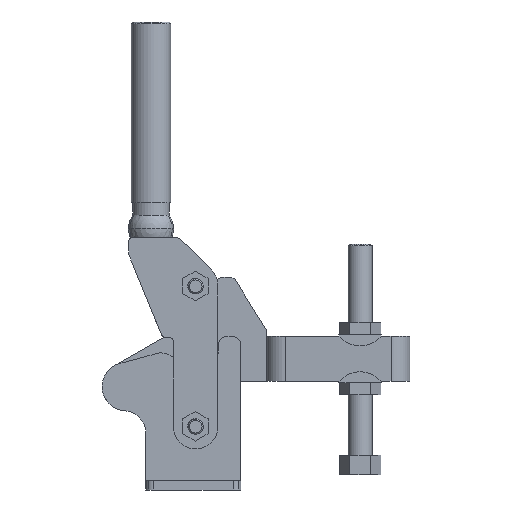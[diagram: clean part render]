
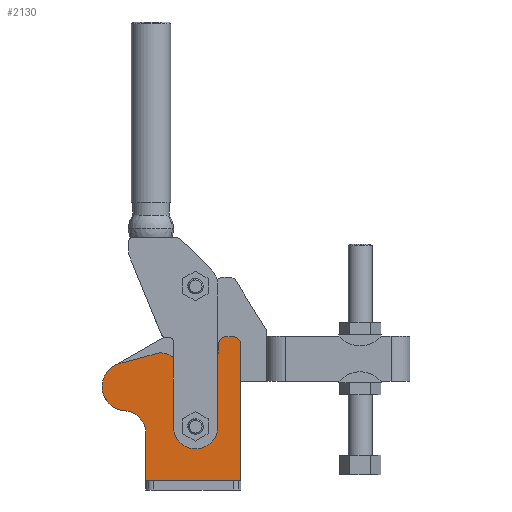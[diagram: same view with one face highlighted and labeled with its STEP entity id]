
A CAD part, front view. The second image highlights one B-rep face of the part: STEP entity #2130.
In plain terms, the highlighted planar face has unit normal (0, -1, 0).
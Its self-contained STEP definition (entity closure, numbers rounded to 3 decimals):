
#90=CARTESIAN_POINT('',(-13.536,-13.0,136.036));
#91=VERTEX_POINT('',#90);
#107=CARTESIAN_POINT('',(-15.,-13.0,132.5));
#108=VERTEX_POINT('',#107);
#115=CARTESIAN_POINT('',(-10.,-13.0,132.5));
#116=DIRECTION('',(0.0,1.,0.0));
#117=DIRECTION('',(-0.707,0.0,0.707));
#118=AXIS2_PLACEMENT_3D('',#115,#116,#117);
#119=CIRCLE('',#118,5.);
#120=EDGE_CURVE('',#108,#91,#119,.T.);
#132=CARTESIAN_POINT('',(-25.333,-13.0,114.927));
#133=VERTEX_POINT('',#132);
#149=CARTESIAN_POINT('',(-41.855,-13.0,120.571));
#150=VERTEX_POINT('',#149);
#157=CARTESIAN_POINT('',(-29.75,-13.0,129.));
#158=DIRECTION('',(0.0,-1.,0.0));
#159=DIRECTION('',(0.299,0.0,-0.954));
#160=AXIS2_PLACEMENT_3D('',#157,#158,#159);
#161=CIRCLE('',#160,14.75);
#162=EDGE_CURVE('',#150,#133,#161,.T.);
#174=CARTESIAN_POINT('',(-43.082,-13.0,122.108));
#175=VERTEX_POINT('',#174);
#191=CARTESIAN_POINT('',(-54.164,-13.0,127.));
#192=VERTEX_POINT('',#191);
#199=CARTESIAN_POINT('',(-54.164,-13.0,112.));
#200=DIRECTION('',(0.0,1.,0.0));
#201=DIRECTION('',(0.739,0.0,0.674));
#202=AXIS2_PLACEMENT_3D('',#199,#200,#201);
#203=CIRCLE('',#202,15.);
#204=EDGE_CURVE('',#192,#175,#203,.T.);
#216=CARTESIAN_POINT('',(-91.994,-13.0,104.069));
#217=VERTEX_POINT('',#216);
#233=CARTESIAN_POINT('',(-77.06,-13.0,88.535));
#234=VERTEX_POINT('',#233);
#241=CARTESIAN_POINT('',(-76.,-13.0,104.5));
#242=DIRECTION('',(0.0,1.,0.0));
#243=DIRECTION('',(-1.,0.0,-0.027));
#244=AXIS2_PLACEMENT_3D('',#241,#242,#243);
#245=CIRCLE('',#244,16.);
#246=EDGE_CURVE('',#234,#217,#245,.T.);
#258=CARTESIAN_POINT('',(-67.066,-13.0,83.834));
#259=VERTEX_POINT('',#258);
#275=CARTESIAN_POINT('',(-63.,-13.0,73.565));
#276=VERTEX_POINT('',#275);
#283=CARTESIAN_POINT('',(-78.,-13.0,73.565));
#284=DIRECTION('',(0.0,-1.0,0.0));
#285=DIRECTION('',(0.729,0.0,0.685));
#286=AXIS2_PLACEMENT_3D('',#283,#284,#285);
#287=CIRCLE('',#286,15.);
#288=EDGE_CURVE('',#276,#259,#287,.T.);
#300=CARTESIAN_POINT('',(-1.464,-13.0,136.036));
#301=VERTEX_POINT('',#300);
#317=CARTESIAN_POINT('',(-5.0,-13.0,137.5));
#318=VERTEX_POINT('',#317);
#325=CARTESIAN_POINT('',(-5.0,-13.0,132.5));
#326=DIRECTION('',(0.0,1.,0.0));
#327=DIRECTION('',(0.707,0.0,0.707));
#328=AXIS2_PLACEMENT_3D('',#325,#326,#327);
#329=CIRCLE('',#328,5.);
#330=EDGE_CURVE('',#318,#301,#329,.T.);
#550=CARTESIAN_POINT('',(-30.,-13.0,73.0));
#551=VERTEX_POINT('',#550);
#560=CARTESIAN_POINT('',(-30.,-13.0,83.0));
#561=VERTEX_POINT('',#560);
#562=CARTESIAN_POINT('',(-30.,-13.0,78.0));
#563=DIRECTION('',(0.0,1.0,0.0));
#564=DIRECTION('',(0.0,0.0,-1.0));
#565=AXIS2_PLACEMENT_3D('',#562,#563,#564);
#566=CIRCLE('',#565,5.0);
#567=EDGE_CURVE('',#561,#551,#566,.T.);
#1487=CARTESIAN_POINT('',(0.0,-13.0,132.5));
#1488=VERTEX_POINT('',#1487);
#1495=CARTESIAN_POINT('',(0.0,-13.0,42.0));
#1496=VERTEX_POINT('',#1495);
#1497=CARTESIAN_POINT('',(0.0,-13.0,132.5));
#1498=DIRECTION('',(0.0,0.0,-1.0));
#1499=VECTOR('',#1498,90.5);
#1500=LINE('',#1497,#1499);
#1501=EDGE_CURVE('',#1488,#1496,#1500,.T.);
#1784=CARTESIAN_POINT('',(-35.,-13.0,78.0));
#1785=VERTEX_POINT('',#1784);
#1786=CARTESIAN_POINT('',(-30.,-13.0,78.0));
#1787=DIRECTION('',(0.0,1.0,0.0));
#1788=DIRECTION('',(0.0,0.0,-1.0));
#1789=AXIS2_PLACEMENT_3D('',#1786,#1787,#1788);
#1790=CIRCLE('',#1789,5.0);
#1791=EDGE_CURVE('',#1785,#561,#1790,.T.);
#1793=CARTESIAN_POINT('',(-30.,-13.0,78.0));
#1794=DIRECTION('',(0.0,1.0,0.0));
#1795=DIRECTION('',(0.0,0.0,-1.0));
#1796=AXIS2_PLACEMENT_3D('',#1793,#1794,#1795);
#1797=CIRCLE('',#1796,5.0);
#1798=EDGE_CURVE('',#551,#1785,#1797,.T.);
#2009=CARTESIAN_POINT('',(-63.,-13.0,42.0));
#2010=VERTEX_POINT('',#2009);
#2017=CARTESIAN_POINT('',(-63.,-13.0,42.0));
#2018=DIRECTION('',(0.0,0.0,1.0));
#2019=VECTOR('',#2018,31.565);
#2020=LINE('',#2017,#2019);
#2021=EDGE_CURVE('',#2010,#276,#2020,.T.);
#2038=CARTESIAN_POINT('',(1.0,-13.0,132.5));
#2039=DIRECTION('',(0.0,-1.0,0.0));
#2040=DIRECTION('',(1.0,0.0,0.0));
#2041=AXIS2_PLACEMENT_3D('',#2038,#2039,#2040);
#2042=PLANE('',#2041);
#2043=CARTESIAN_POINT('',(0.0,-13.0,42.0));
#2044=DIRECTION('',(-1.0,0.0,0.0));
#2045=VECTOR('',#2044,63.);
#2046=LINE('',#2043,#2045);
#2047=EDGE_CURVE('',#1496,#2010,#2046,.T.);
#2048=ORIENTED_EDGE('',*,*,#2047,.F.);
#2049=ORIENTED_EDGE('',*,*,#1501,.F.);
#2050=CARTESIAN_POINT('',(-5.0,-13.0,132.5));
#2051=DIRECTION('',(0.0,1.,0.0));
#2052=DIRECTION('',(0.707,0.0,0.707));
#2053=AXIS2_PLACEMENT_3D('',#2050,#2051,#2052);
#2054=CIRCLE('',#2053,5.);
#2055=EDGE_CURVE('',#301,#1488,#2054,.T.);
#2056=ORIENTED_EDGE('',*,*,#2055,.F.);
#2057=ORIENTED_EDGE('',*,*,#330,.F.);
#2058=CARTESIAN_POINT('',(-10.,-13.0,137.5));
#2059=VERTEX_POINT('',#2058);
#2060=CARTESIAN_POINT('',(-10.,-13.0,137.5));
#2061=DIRECTION('',(1.0,0.0,0.0));
#2062=VECTOR('',#2061,5.);
#2063=LINE('',#2060,#2062);
#2064=EDGE_CURVE('',#2059,#318,#2063,.T.);
#2065=ORIENTED_EDGE('',*,*,#2064,.F.);
#2066=CARTESIAN_POINT('',(-10.,-13.0,132.5));
#2067=DIRECTION('',(0.0,1.,0.0));
#2068=DIRECTION('',(-0.707,0.0,0.707));
#2069=AXIS2_PLACEMENT_3D('',#2066,#2067,#2068);
#2070=CIRCLE('',#2069,5.);
#2071=EDGE_CURVE('',#91,#2059,#2070,.T.);
#2072=ORIENTED_EDGE('',*,*,#2071,.F.);
#2073=ORIENTED_EDGE('',*,*,#120,.F.);
#2074=CARTESIAN_POINT('',(-15.,-13.0,129.));
#2075=VERTEX_POINT('',#2074);
#2076=CARTESIAN_POINT('',(-15.,-13.0,129.));
#2077=DIRECTION('',(0.0,0.0,1.0));
#2078=VECTOR('',#2077,3.5);
#2079=LINE('',#2076,#2078);
#2080=EDGE_CURVE('',#2075,#108,#2079,.T.);
#2081=ORIENTED_EDGE('',*,*,#2080,.F.);
#2082=CARTESIAN_POINT('',(-29.75,-13.0,129.));
#2083=DIRECTION('',(0.0,-1.,0.0));
#2084=DIRECTION('',(0.299,0.0,-0.954));
#2085=AXIS2_PLACEMENT_3D('',#2082,#2083,#2084);
#2086=CIRCLE('',#2085,14.75);
#2087=EDGE_CURVE('',#133,#2075,#2086,.T.);
#2088=ORIENTED_EDGE('',*,*,#2087,.F.);
#2089=ORIENTED_EDGE('',*,*,#162,.F.);
#2090=CARTESIAN_POINT('',(-54.164,-13.0,112.));
#2091=DIRECTION('',(0.0,1.,0.0));
#2092=DIRECTION('',(0.739,0.0,0.674));
#2093=AXIS2_PLACEMENT_3D('',#2090,#2091,#2092);
#2094=CIRCLE('',#2093,15.);
#2095=EDGE_CURVE('',#175,#150,#2094,.T.);
#2096=ORIENTED_EDGE('',*,*,#2095,.F.);
#2097=ORIENTED_EDGE('',*,*,#204,.F.);
#2098=CARTESIAN_POINT('',(-77.918,-13.0,120.385));
#2099=VERTEX_POINT('',#2098);
#2100=CARTESIAN_POINT('',(-77.918,-13.0,120.385));
#2101=DIRECTION('',(0.963,0.0,0.268));
#2102=VECTOR('',#2101,24.658);
#2103=LINE('',#2100,#2102);
#2104=EDGE_CURVE('',#2099,#192,#2103,.T.);
#2105=ORIENTED_EDGE('',*,*,#2104,.F.);
#2106=CARTESIAN_POINT('',(-76.,-13.0,104.5));
#2107=DIRECTION('',(0.0,1.,0.0));
#2108=DIRECTION('',(-1.,0.0,-0.027));
#2109=AXIS2_PLACEMENT_3D('',#2106,#2107,#2108);
#2110=CIRCLE('',#2109,16.);
#2111=EDGE_CURVE('',#217,#2099,#2110,.T.);
#2112=ORIENTED_EDGE('',*,*,#2111,.F.);
#2113=ORIENTED_EDGE('',*,*,#246,.F.);
#2114=CARTESIAN_POINT('',(-78.,-13.0,73.565));
#2115=DIRECTION('',(0.0,-1.0,0.0));
#2116=DIRECTION('',(0.729,0.0,0.685));
#2117=AXIS2_PLACEMENT_3D('',#2114,#2115,#2116);
#2118=CIRCLE('',#2117,15.);
#2119=EDGE_CURVE('',#259,#234,#2118,.T.);
#2120=ORIENTED_EDGE('',*,*,#2119,.F.);
#2121=ORIENTED_EDGE('',*,*,#288,.F.);
#2122=ORIENTED_EDGE('',*,*,#2021,.F.);
#2123=EDGE_LOOP('',(#2048,#2049,#2056,#2057,#2065,#2072,#2073,#2081,#2088,#2089,#2096,#2097,#2105,#2112,#2113,#2120,#2121,#2122));
#2124=FACE_OUTER_BOUND('',#2123,.T.);
#2125=ORIENTED_EDGE('',*,*,#1791,.T.);
#2126=ORIENTED_EDGE('',*,*,#567,.T.);
#2127=ORIENTED_EDGE('',*,*,#1798,.T.);
#2128=EDGE_LOOP('',(#2125,#2126,#2127));
#2129=FACE_BOUND('',#2128,.T.);
#2130=ADVANCED_FACE('',(#2124,#2129),#2042,.T.);
